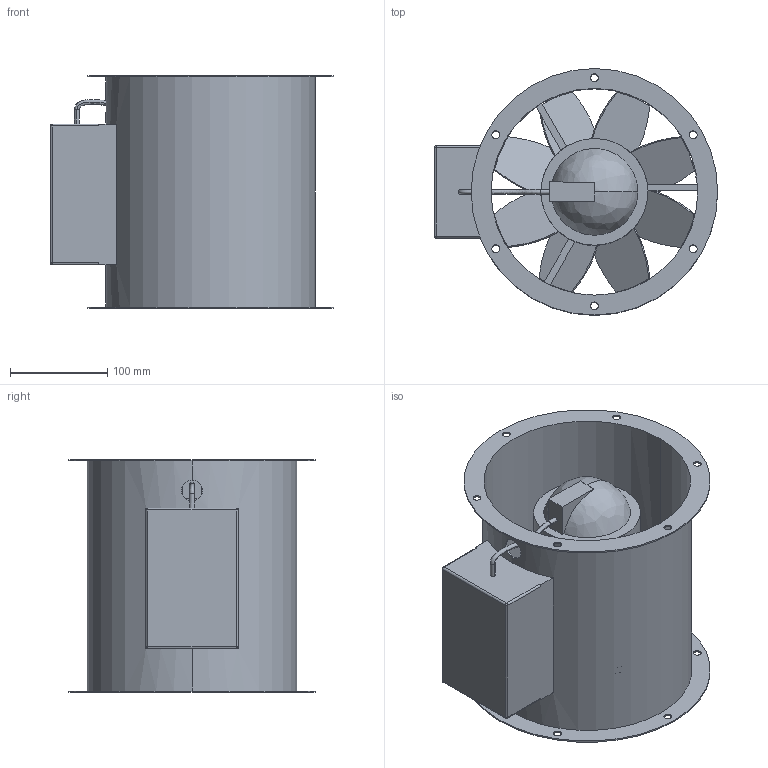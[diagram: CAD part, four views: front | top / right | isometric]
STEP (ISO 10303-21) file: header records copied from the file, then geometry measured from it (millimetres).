
FILE_DESCRIPTION (( 'STEP AP214' ), '1' );
FILE_NAME ('DZR 20.STEP', '2024-06-05T09:43:30', ( '' ), ( '' ), 'SwSTEP 2.0', 'SolidWorks 2021', '' );
FILE_SCHEMA (( 'AUTOMOTIVE_DESIGN' ));
Length unit declared in the file: millimetre
Products named in the file (1): DZR 20
Bounding box: 292 x 254 x 240 mm (x, y, z)
Volume: 2649652.4 mm3; surface area: 562506.1 mm2
Topology: 1 solids, 1 shells, 133 faces, 351 edges, 224 vertices
Faces by surface type: cylinder 57, plane 47, bspline 28, sphere 1
Entity records: 7205 total; most frequent: CARTESIAN_POINT 2641, ORIENTED_EDGE 694, DIRECTION 554, EDGE_CURVE 347, VERTEX_POINT 224, AXIS2_PLACEMENT_3D 221, EDGE_LOOP 175, UNCERTAINTY_MEASURE_WITH_UNIT 136
